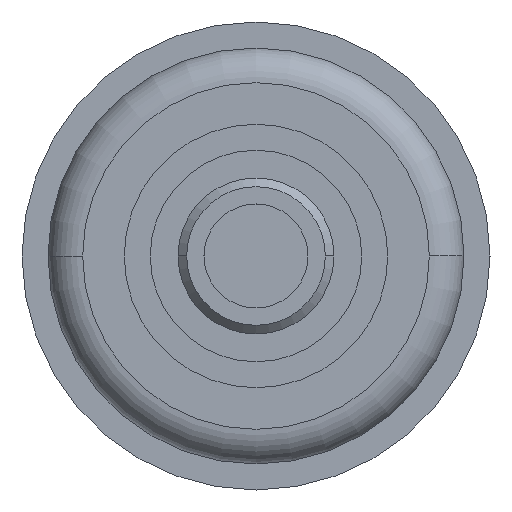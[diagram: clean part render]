
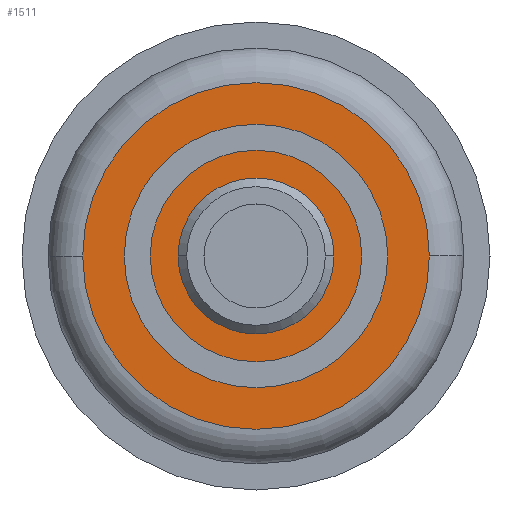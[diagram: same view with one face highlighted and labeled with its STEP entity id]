
A CAD part, left-side view. The second image highlights one B-rep face of the part: STEP entity #1511.
In plain terms, the highlighted face is planar.
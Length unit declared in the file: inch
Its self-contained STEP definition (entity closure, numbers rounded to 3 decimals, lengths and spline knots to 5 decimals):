
#387 = VERTEX_POINT ( 'NONE', #2139 ) ;
#396 = EDGE_CURVE ( 'NONE', #513, #468, #2196, .T. ) ;
#397 = EDGE_CURVE ( 'NONE', #387, #522, #2079, .T. ) ;
#468 = VERTEX_POINT ( 'NONE', #2344 ) ;
#513 = VERTEX_POINT ( 'NONE', #2445 ) ;
#522 = VERTEX_POINT ( 'NONE', #2369 ) ;
#1454 = ORIENTED_EDGE ( 'NONE', *, *, #1456, .F. ) ;
#1456 = EDGE_CURVE ( 'NONE', #522, #387, #4548, .T. ) ;
#1457 = ORIENTED_EDGE ( 'NONE', *, *, #1507, .T. ) ;
#1507 = EDGE_CURVE ( 'NONE', #468, #513, #4489, .T. ) ;
#1508 = EDGE_LOOP ( 'NONE', ( #1454, #1528 ) ) ;
#1511 = ADVANCED_FACE ( 'NONE', ( #3824, #3829 ), #3832, .F. ) ;
#1516 = ORIENTED_EDGE ( 'NONE', *, *, #396, .T. ) ;
#1520 = EDGE_LOOP ( 'NONE', ( #1457, #1516 ) ) ;
#1528 = ORIENTED_EDGE ( 'NONE', *, *, #397, .F. ) ;
#2035 = DIRECTION ( 'NONE',  ( 0., 0., 1. ) ) ;
#2043 = CARTESIAN_POINT ( 'NONE',  ( 0., 0., 0. ) ) ;
#2076 = DIRECTION ( 'NONE',  ( 0., -1., 0. ) ) ;
#2077 = AXIS2_PLACEMENT_3D ( 'NONE', #2043, #2076, #2035 ) ;
#2079 = CIRCLE ( 'NONE', #2077, 0.045 ) ;
#2139 = CARTESIAN_POINT ( 'NONE',  ( 0., 0., -0.045 ) ) ;
#2187 = DIRECTION ( 'NONE',  ( 0., 0., 1. ) ) ;
#2188 = DIRECTION ( 'NONE',  ( 0., -1., 0. ) ) ;
#2193 = AXIS2_PLACEMENT_3D ( 'NONE', #2200, #2188, #2187 ) ;
#2196 = CIRCLE ( 'NONE', #2193, 0.1 ) ;
#2200 = CARTESIAN_POINT ( 'NONE',  ( 0., 0., 0. ) ) ;
#2344 = CARTESIAN_POINT ( 'NONE',  ( 0., 0., 0.1 ) ) ;
#2369 = CARTESIAN_POINT ( 'NONE',  ( 0., 0., 0.045 ) ) ;
#2445 = CARTESIAN_POINT ( 'NONE',  ( 0., 0., -0.1 ) ) ;
#3806 = CARTESIAN_POINT ( 'NONE',  ( 0., 0., 0. ) ) ;
#3811 = DIRECTION ( 'NONE',  ( 0., 1., 0. ) ) ;
#3812 = AXIS2_PLACEMENT_3D ( 'NONE', #3806, #3811, #3825 ) ;
#3824 = FACE_OUTER_BOUND ( 'NONE', #1520, .T. ) ;
#3825 = DIRECTION ( 'NONE',  ( 0., 0., 1. ) ) ;
#3829 = FACE_BOUND ( 'NONE', #1508, .T. ) ;
#3832 = PLANE ( 'NONE',  #3812 ) ;
#4489 = CIRCLE ( 'NONE', #4498, 0.1 ) ;
#4491 = CARTESIAN_POINT ( 'NONE',  ( 0., 0., 0. ) ) ;
#4493 = DIRECTION ( 'NONE',  ( 0., 0., 1. ) ) ;
#4494 = DIRECTION ( 'NONE',  ( 0., -1., 0. ) ) ;
#4498 = AXIS2_PLACEMENT_3D ( 'NONE', #4491, #4494, #4493 ) ;
#4537 = CARTESIAN_POINT ( 'NONE',  ( 0., 0., 0. ) ) ;
#4540 = AXIS2_PLACEMENT_3D ( 'NONE', #4537, #4544, #4543 ) ;
#4543 = DIRECTION ( 'NONE',  ( 0., 0., 1. ) ) ;
#4544 = DIRECTION ( 'NONE',  ( 0., -1., 0. ) ) ;
#4548 = CIRCLE ( 'NONE', #4540, 0.045 ) ;
